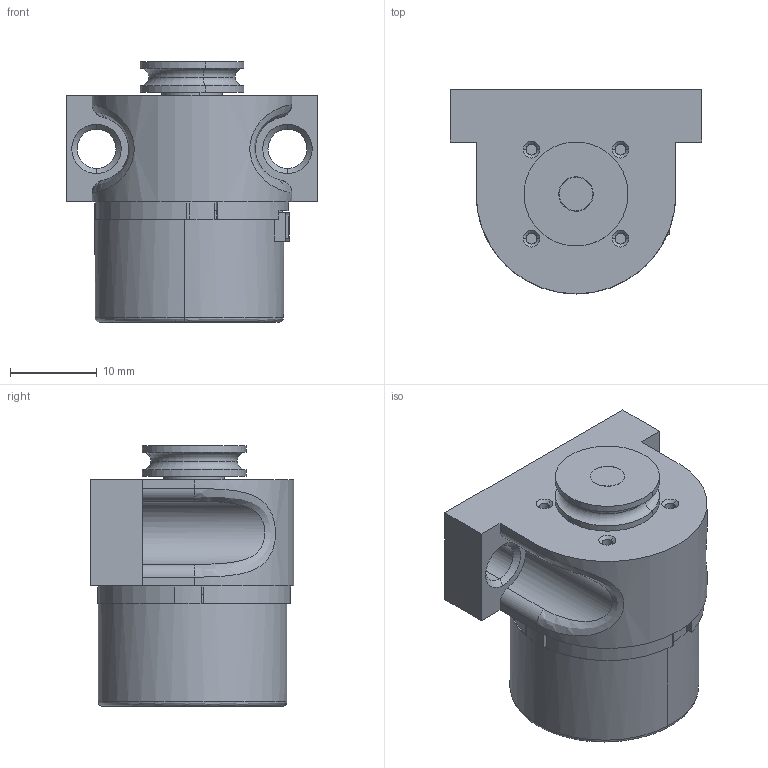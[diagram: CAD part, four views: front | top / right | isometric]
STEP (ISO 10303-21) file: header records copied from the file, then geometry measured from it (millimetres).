
FILE_DESCRIPTION (( 'STEP AP214' ), '1' );
FILE_NAME ('Encoder - montagem.STEP', '2020-08-23T23:44:37', ( '' ), ( '' ), 'SwSTEP 2.0', 'SolidWorks 2018', '' );
FILE_SCHEMA (( 'AUTOMOTIVE_DESIGN' ));
Length unit declared in the file: millimetre
Products named in the file (6): eixo encoder hkt22_Valor predeterminado; radial ball bearing_68_iso_ISO 15 RBB - 384 - 10,SI,NC,10_68; HKT22_Valor predeterminado; Base encoder HKT22_Valor predeterminado; Encoder - montagem; Polia encoder 10mm_Valor predeterminado
Assembly tree (6 placements, depth 2):
  Encoder - montagem
    radial ball bearing_68_iso_ISO 15 RBB - 384 - 10,SI,NC,10_68  x2
    Polia encoder 10mm_Valor predeterminado
    HKT22_Valor predeterminado
    Base encoder HKT22_Valor predeterminado
    eixo encoder hkt22_Valor predeterminado
Bounding box: 29 x 23.5 x 30 mm (x, y, z)
Volume: 8248.5 mm3; surface area: 9348.3 mm2
Topology: 9 solids, 9 shells, 306 faces, 740 edges, 467 vertices
Faces by surface type: cylinder 134, plane 114, torus 28, cone 24, bspline 6
Entity records: 11224 total; most frequent: CARTESIAN_POINT 2180, DIRECTION 1528, ORIENTED_EDGE 1368, EDGE_CURVE 684, AXIS2_PLACEMENT_3D 586, VERTEX_POINT 435, VECTOR 356, LINE 356
